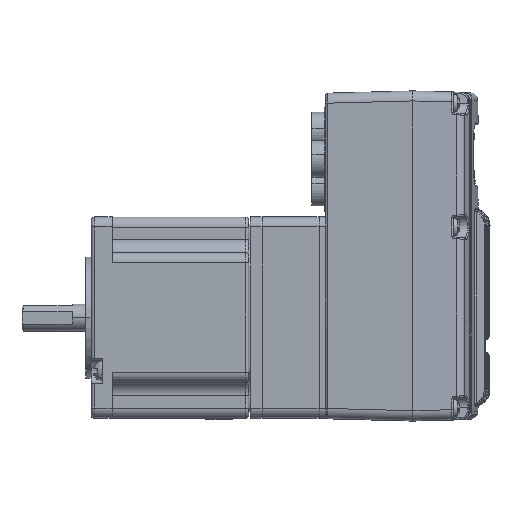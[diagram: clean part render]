
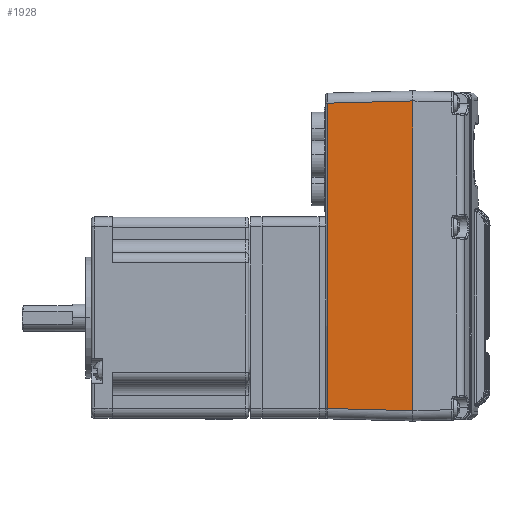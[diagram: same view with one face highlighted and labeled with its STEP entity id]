
A CAD part, top view. The second image highlights one B-rep face of the part: STEP entity #1928.
In plain terms, the highlighted face is planar.
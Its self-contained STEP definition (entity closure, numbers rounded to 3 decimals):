
#1928 = ADVANCED_FACE ( 'NONE', ( #72222 ), #78713, .F. ) ;
#2041 = LINE ( 'NONE', #24124, #83032 ) ;
#2228 = CARTESIAN_POINT ( 'NONE',  ( -30.8, -47.5, 64.601 ) ) ;
#3691 = EDGE_CURVE ( 'NONE', #42554, #43413, #74584, .T. ) ;
#5573 = EDGE_CURVE ( 'NONE', #91017, #42554, #6102, .T. ) ;
#6102 = LINE ( 'NONE', #14933, #49092 ) ;
#14003 = CARTESIAN_POINT ( 'NONE',  ( -30.8, -47.5, 0. ) ) ;
#14933 = CARTESIAN_POINT ( 'NONE',  ( -30.132, -21.987, 16.72 ) ) ;
#21792 = ORIENTED_EDGE ( 'NONE', *, *, #5573, .F. ) ;
#24124 = CARTESIAN_POINT ( 'NONE',  ( -30.8, -47.5, 0. ) ) ;
#26816 = DIRECTION ( 'NONE',  ( 0.026, 0.999, 0.026 ) ) ;
#38330 = DIRECTION ( 'NONE',  ( 0.026, 1., 0. ) ) ;
#42554 = VERTEX_POINT ( 'NONE', #70026 ) ;
#43301 = ORIENTED_EDGE ( 'NONE', *, *, #43323, .T. ) ;
#43323 = EDGE_CURVE ( 'NONE', #100656, #43413, #2041, .T. ) ;
#43413 = VERTEX_POINT ( 'NONE', #2228 ) ;
#45180 = AXIS2_PLACEMENT_3D ( 'NONE', #14003, #86874, #38330 ) ;
#49092 = VECTOR ( 'NONE', #88147, 1000. ) ;
#50519 = VECTOR ( 'NONE', #87597, 1000. ) ;
#55027 = CARTESIAN_POINT ( 'NONE',  ( -30.46, -34.5, 64.261 ) ) ;
#57665 = CARTESIAN_POINT ( 'NONE',  ( -30.132, -21.987, -27.133 ) ) ;
#60517 = ORIENTED_EDGE ( 'NONE', *, *, #3691, .F. ) ;
#61095 = EDGE_CURVE ( 'NONE', #100656, #91017, #92641, .T. ) ;
#70026 = CARTESIAN_POINT ( 'NONE',  ( -30.132, -21.987, 63.933 ) ) ;
#70130 = EDGE_LOOP ( 'NONE', ( #43301, #60517, #21792, #96438 ) ) ;
#72222 = FACE_OUTER_BOUND ( 'NONE', #70130, .T. ) ;
#73637 = VECTOR ( 'NONE', #26816, 1000. ) ;
#74584 = LINE ( 'NONE', #55027, #50519 ) ;
#75298 = CARTESIAN_POINT ( 'NONE',  ( -30.8, -47.5, -27.801 ) ) ;
#78713 = PLANE ( 'NONE',  #45180 ) ;
#83032 = VECTOR ( 'NONE', #88850, 1000. ) ;
#86874 = DIRECTION ( 'NONE',  ( 1., -0.026, 0. ) ) ;
#87597 = DIRECTION ( 'NONE',  ( -0.026, -0.999, 0.026 ) ) ;
#88147 = DIRECTION ( 'NONE',  ( 0., 0., 1. ) ) ;
#88850 = DIRECTION ( 'NONE',  ( 0., 0., 1. ) ) ;
#91017 = VERTEX_POINT ( 'NONE', #57665 ) ;
#92641 = LINE ( 'NONE', #75298, #73637 ) ;
#96438 = ORIENTED_EDGE ( 'NONE', *, *, #61095, .F. ) ;
#97823 = CARTESIAN_POINT ( 'NONE',  ( -30.8, -47.5, -27.801 ) ) ;
#100656 = VERTEX_POINT ( 'NONE', #97823 ) ;
